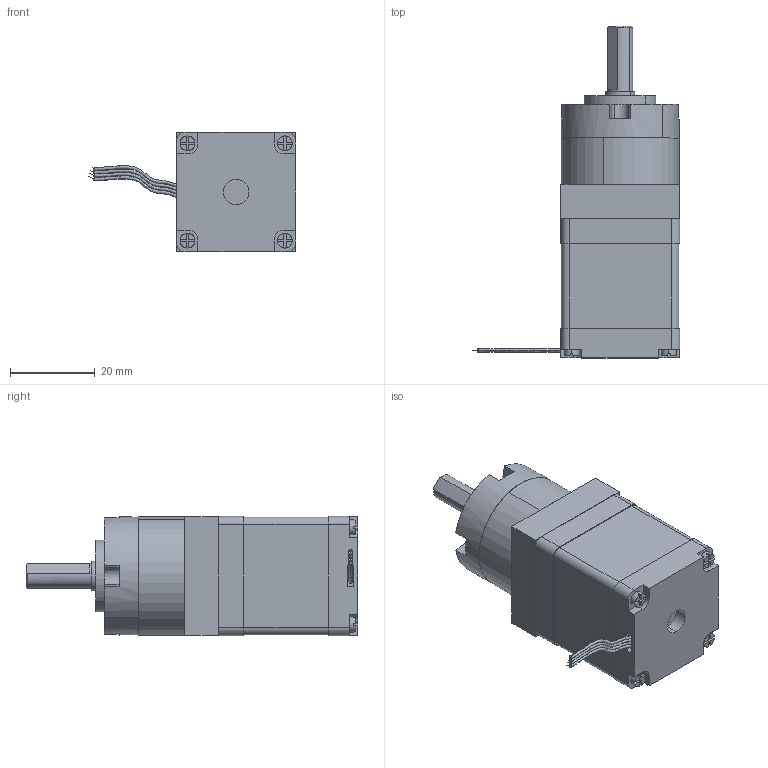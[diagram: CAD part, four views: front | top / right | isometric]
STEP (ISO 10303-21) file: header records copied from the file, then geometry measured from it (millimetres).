
FILE_DESCRIPTION (( 'STEP AP214' ), '1' );
FILE_NAME ('28HS3306A4珨撰厒掀.STEP', '2023-11-13T09:35:40', ( '' ), ( '' ), 'SwSTEP 2.0', 'SolidWorks 2021', '' );
FILE_SCHEMA (( 'AUTOMOTIVE_DESIGN' ));
Length unit declared in the file: millimetre
Products named in the file (6): 28XGJ____.STEP; 28HS3303A4.step; 28XGJ____-0.STEP; 28XGJ________.STEP; 28XGJ珨撰.STEP; 28HS3306A4珨撰厒掀
Assembly tree (5 placements, depth 3):
  28HS3306A4珨撰厒掀
    28HS3303A4.step
    28XGJ珨撰.STEP
      28XGJ____.STEP
      28XGJ________.STEP
      28XGJ____-0.STEP
Bounding box: 49.1 x 78.5 x 28.2 mm (x, y, z)
Volume: 42679.7 mm3; surface area: 15177.8 mm2
Topology: 4 solids, 4 shells, 329 faces, 865 edges, 560 vertices
Faces by surface type: cylinder 153, plane 139, bspline 20, cone 15, torus 2
Entity records: 17609 total; most frequent: CARTESIAN_POINT 8980, ORIENTED_EDGE 1730, DIRECTION 1587, EDGE_CURVE 865, AXIS2_PLACEMENT_3D 587, VERTEX_POINT 560, VECTOR 413, LINE 413
